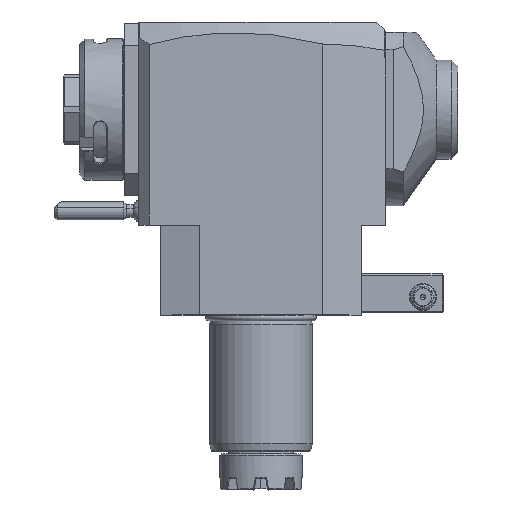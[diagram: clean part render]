
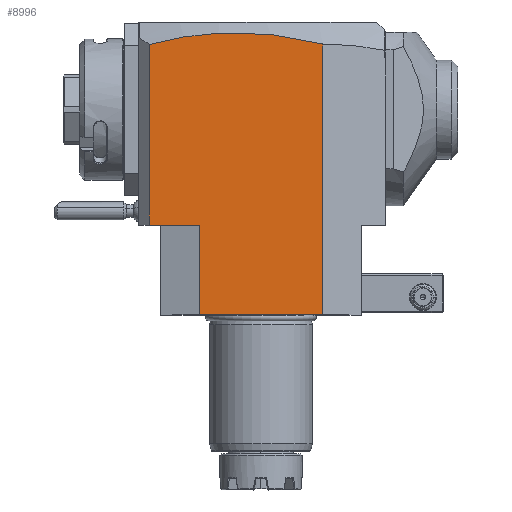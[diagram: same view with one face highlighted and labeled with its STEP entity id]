
A CAD part, top view. The second image highlights one B-rep face of the part: STEP entity #8996.
In plain terms, the highlighted planar face has unit normal (0, 0, 1).
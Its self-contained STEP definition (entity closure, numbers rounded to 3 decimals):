
#1=DIRECTION('',(-1.,0.,0.));
#2=VECTOR('',#1,48.);
#3=CARTESIAN_POINT('',(24.,0.,37.5));
#4=LINE('',#3,#2);
#43=DIRECTION('',(-1.,0.,0.));
#44=VECTOR('',#43,19.5);
#45=CARTESIAN_POINT('',(-24.,35.,37.5));
#46=LINE('',#45,#44);
#47=DIRECTION('',(0.,1.,0.));
#48=VECTOR('',#47,70.258);
#49=CARTESIAN_POINT('',(-43.5,35.,37.5));
#50=LINE('',#49,#48);
#51=CARTESIAN_POINT('',(24.,105.435,37.5));
#52=CARTESIAN_POINT('',(18.371,106.939,37.5));
#53=CARTESIAN_POINT('',(7.115,109.162,37.5));
#54=CARTESIAN_POINT('',(-9.762,110.233,37.5));
#55=CARTESIAN_POINT('',(-26.635,109.072,37.5));
#56=CARTESIAN_POINT('',(-37.879,106.791,37.5));
#57=CARTESIAN_POINT('',(-43.5,105.258,37.5));
#59=DIRECTION('',(0.,-1.,0.));
#60=VECTOR('',#59,105.435);
#61=CARTESIAN_POINT('',(24.,105.435,37.5));
#62=LINE('',#61,#60);
#5130=DIRECTION('',(0.,-1.,0.));
#5131=VECTOR('',#5130,35.);
#5132=CARTESIAN_POINT('',(-24.,35.,37.5));
#5133=LINE('',#5132,#5131);
#8352=VERTEX_POINT('',#51);
#8353=VERTEX_POINT('',#57);
#8661=CARTESIAN_POINT('',(-43.5,35.,37.5));
#8663=VERTEX_POINT('',#8661);
#8696=CARTESIAN_POINT('',(24.,0.,37.5));
#8697=CARTESIAN_POINT('',(-24.,0.,37.5));
#8698=VERTEX_POINT('',#8696);
#8699=VERTEX_POINT('',#8697);
#8938=CARTESIAN_POINT('',(-24.,35.,37.5));
#8939=VERTEX_POINT('',#8938);
#8978=CARTESIAN_POINT('',(-39.202,35.,37.5));
#8979=DIRECTION('',(0.,0.,1.));
#8980=DIRECTION('',(1.,0.,0.));
#8981=AXIS2_PLACEMENT_3D('',#8978,#8979,#8980);
#8982=PLANE('',#8981);
#8984=ORIENTED_EDGE('',*,*,#8983,.T.);
#8986=ORIENTED_EDGE('',*,*,#8985,.T.);
#8988=ORIENTED_EDGE('',*,*,#8987,.F.);
#8990=ORIENTED_EDGE('',*,*,#8989,.T.);
#8991=ORIENTED_EDGE('',*,*,#8947,.T.);
#8993=ORIENTED_EDGE('',*,*,#8992,.F.);
#8994=EDGE_LOOP('',(#8984,#8986,#8988,#8990,#8991,#8993));
#8995=FACE_OUTER_BOUND('',#8994,.F.);
#58=B_SPLINE_CURVE_WITH_KNOTS('',3,(#51,#52,#53,#54,#55,#56,#57),.UNSPECIFIED.,
.F.,.F.,(4,1,1,1,4),(0.,0.25,0.5,0.75,1.),.UNSPECIFIED.);
#8947=EDGE_CURVE('',#8698,#8699,#4,.T.);
#8983=EDGE_CURVE('',#8939,#8663,#46,.T.);
#8985=EDGE_CURVE('',#8663,#8353,#50,.T.);
#8987=EDGE_CURVE('',#8352,#8353,#58,.T.);
#8989=EDGE_CURVE('',#8352,#8698,#62,.T.);
#8992=EDGE_CURVE('',#8939,#8699,#5133,.T.);
#8996=ADVANCED_FACE('',(#8995),#8982,.T.);
